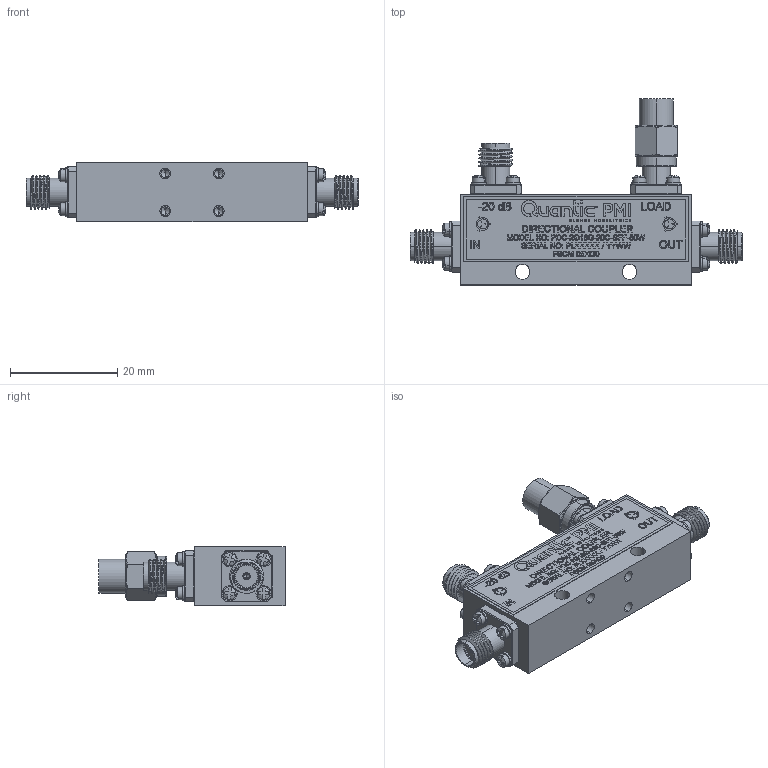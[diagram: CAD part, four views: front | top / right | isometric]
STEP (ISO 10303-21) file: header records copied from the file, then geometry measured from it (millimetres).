
FILE_DESCRIPTION (( 'STEP AP214' ), '1' );
FILE_NAME ('PDC-2G18G-20C-SFF-50W.STEP', '2023-02-27T15:43:42', ( '' ), ( '' ), 'SwSTEP 2.0', 'SolidWorks 2022', '' );
FILE_SCHEMA (( 'AUTOMOTIVE_DESIGN' ));
Length unit declared in the file: inch
Products named in the file (1): PDC-2G18G-20C-SFF-50W
Bounding box: 62.05 x 34.77 x 11.1 mm (x, y, z)
Volume: 9702.5 mm3; surface area: 7609.8 mm2
Topology: 39 solids, 39 shells, 1432 faces, 4472 edges, 3314 vertices
Faces by surface type: plane 563, cylinder 448, torus 220, sphere 88, cone 72, bspline 41
Entity records: 80159 total; most frequent: CARTESIAN_POINT 21058, ORIENTED_EDGE 8848, DIRECTION 7859, EDGE_CURVE 4424, VERTEX_POINT 3314, AXIS2_PLACEMENT_3D 2931, LINE 1997, VECTOR 1997
